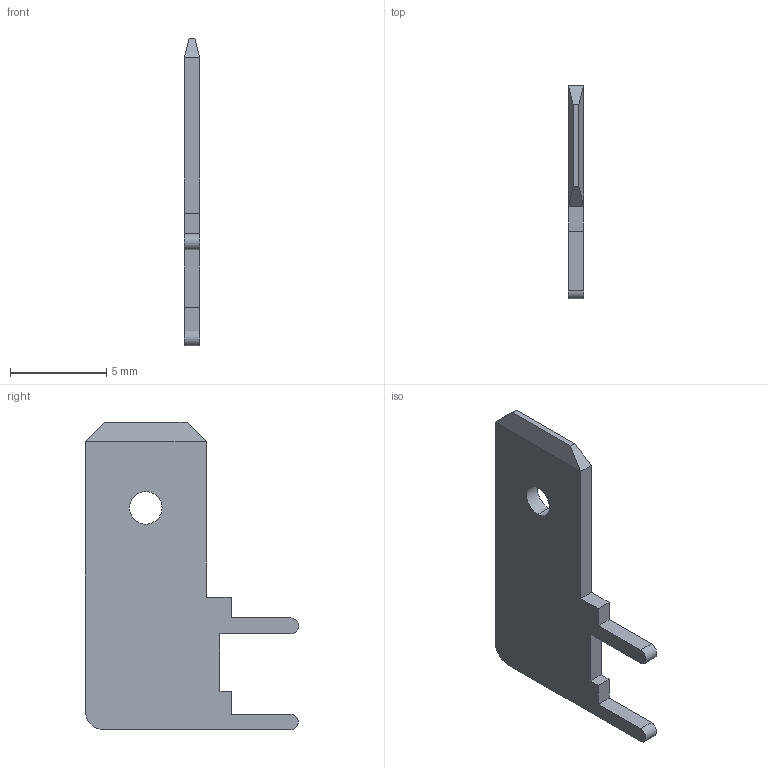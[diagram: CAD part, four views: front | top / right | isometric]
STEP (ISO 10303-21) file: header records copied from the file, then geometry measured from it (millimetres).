
FILE_DESCRIPTION((''),'2;1');
FILE_NAME('C-928814-1','2012-05-17T',('workeradm'),('Tyco Electronics Ltd.'),'PRO/ENGINEER BY PARAMETRIC TECHNOLOGY CORPORATION, 2010430','PRO/ENGINEER BY PARAMETRIC TECHNOLOGY CORPORATION, 2010430','');
FILE_SCHEMA(('AUTOMOTIVE_DESIGN { 1 0 10303 214 1 1 1 1 }'));
Length unit declared in the file: millimetre
Products named in the file (1): C-928814-1
Bounding box: 0.8 x 11.12 x 16 mm (x, y, z)
Volume: 86.8 mm3; surface area: 270 mm2
Topology: 1 solids, 1 shells, 23 faces, 59 edges, 38 vertices
Faces by surface type: plane 18, cylinder 5
Entity records: 972 total; most frequent: CARTESIAN_POINT 122, ORIENTED_EDGE 118, DIRECTION 115, COLOUR_RGB 64, EDGE_CURVE 59, VECTOR 49, LINE 49, VERTEX_POINT 38
